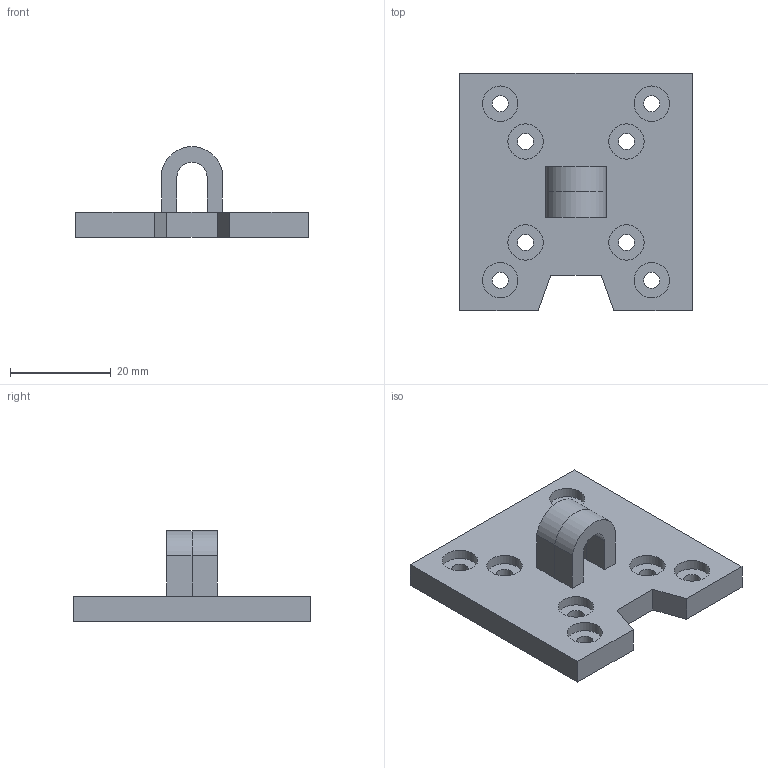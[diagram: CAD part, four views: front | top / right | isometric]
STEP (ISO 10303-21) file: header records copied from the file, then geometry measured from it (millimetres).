
FILE_DESCRIPTION(('FreeCAD Model'),'2;1');
FILE_NAME('Open CASCADE Shape Model','2023-09-19T23:18:54',(''),(''), 'Open CASCADE STEP processor 7.6','FreeCAD','Unknown');
FILE_SCHEMA(('AUTOMOTIVE_DESIGN { 1 0 10303 214 1 1 1 1 }'));
Length unit declared in the file: millimetre
Products named in the file (1): top_plate
Bounding box: 46 x 47 x 17.97 mm (x, y, z)
Volume: 10418.2 mm3; surface area: 6264.5 mm2
Topology: 1 solids, 1 shells, 48 faces, 110 edges, 72 vertices
Faces by surface type: plane 28, cylinder 20
Full cylindrical faces by diameter (mm): 3.2 x8, 7 x8
Entity records: 2902 total; most frequent: CARTESIAN_POINT 559, DIRECTION 448, LINE 256, VECTOR 256, ORIENTED_EDGE 220, PCURVE 220, DEFINITIONAL_REPRESENTATION 220, EDGE_CURVE 110
